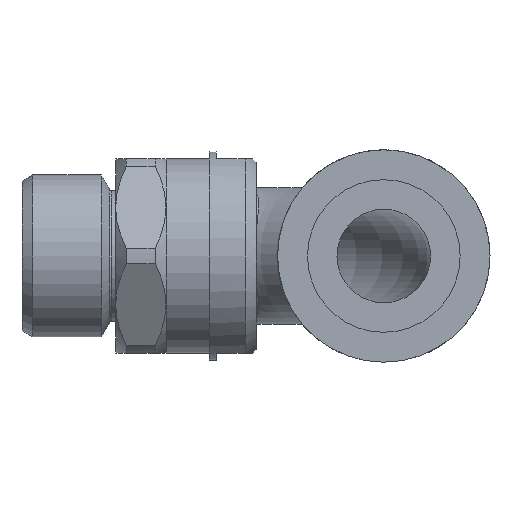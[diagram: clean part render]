
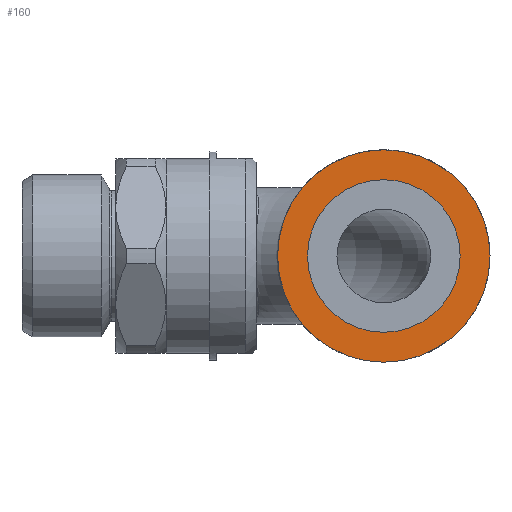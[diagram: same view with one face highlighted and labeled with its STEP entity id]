
A CAD part, left-side view. The second image highlights one B-rep face of the part: STEP entity #160.
In plain terms, the highlighted planar face has unit normal (-1, 0, 0).
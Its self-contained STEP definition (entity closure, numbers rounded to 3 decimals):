
#160 = ADVANCED_FACE( '', ( #369, #370 ), #371, .F. );
#369 = FACE_OUTER_BOUND( '', #613, .T. );
#370 = FACE_BOUND( '', #614, .T. );
#371 = PLANE( '', #615 );
#613 = EDGE_LOOP( '', ( #1318 ) );
#614 = EDGE_LOOP( '', ( #1319 ) );
#615 = AXIS2_PLACEMENT_3D( '', #1320, #1321, #1322 );
#1318 = ORIENTED_EDGE( '', *, *, #1627, .F. );
#1319 = ORIENTED_EDGE( '', *, *, #1628, .T. );
#1320 = CARTESIAN_POINT( '', ( 0., 0., 0. ) );
#1321 = DIRECTION( '', ( 1., 0., 0. ) );
#1322 = DIRECTION( '', ( 0., 0., -1. ) );
#1627 = EDGE_CURVE( '', #1986, #1986, #1987, .T. );
#1628 = EDGE_CURVE( '', #1988, #1988, #1989, .T. );
#1986 = VERTEX_POINT( '', #3071 );
#1987 = CIRCLE( '', #3072, 14.75 );
#1988 = VERTEX_POINT( '', #3073 );
#1989 = CIRCLE( '', #3074, 10.6 );
#3071 = CARTESIAN_POINT( '', ( 0., 0., -14.75 ) );
#3072 = AXIS2_PLACEMENT_3D( '', #3389, #3390, #3391 );
#3073 = CARTESIAN_POINT( '', ( 0., 0., -10.6 ) );
#3074 = AXIS2_PLACEMENT_3D( '', #3392, #3393, #3394 );
#3389 = CARTESIAN_POINT( '', ( 0., 0., 0. ) );
#3390 = DIRECTION( '', ( 1., 0., 0. ) );
#3391 = DIRECTION( '', ( 0., 0., -1. ) );
#3392 = CARTESIAN_POINT( '', ( 0., 0., 0. ) );
#3393 = DIRECTION( '', ( 1., 0., 0. ) );
#3394 = DIRECTION( '', ( 0., 0., -1. ) );
